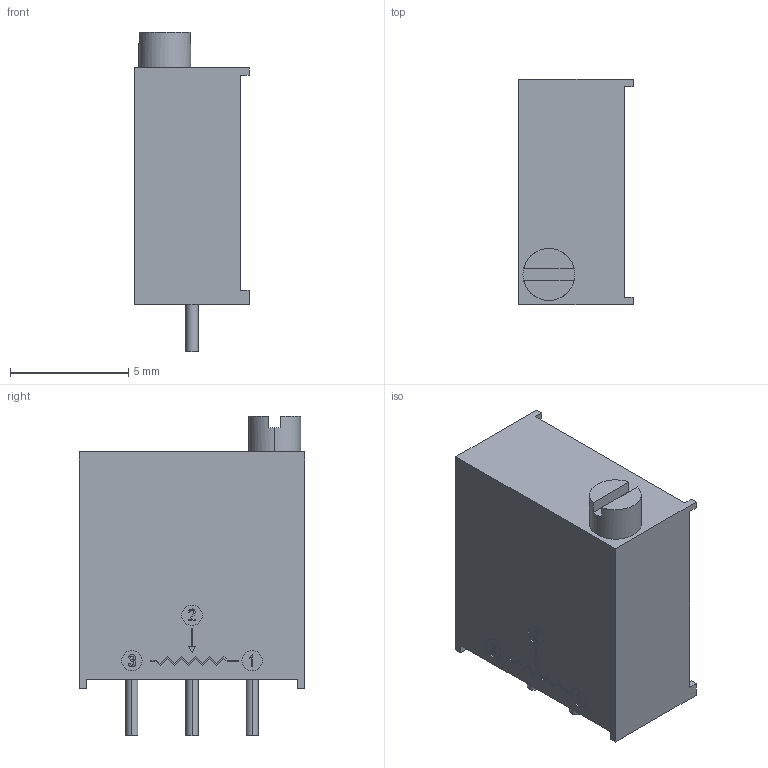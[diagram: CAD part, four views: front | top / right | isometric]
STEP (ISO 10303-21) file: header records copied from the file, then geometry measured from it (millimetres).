
FILE_DESCRIPTION (( 'STEP AP214' ), '1' );
FILE_NAME ('3C95D02B-794A-4DFA-B0E7-891BD973D61B.STEP', '2023-12-18T08:14:15', ( '' ), ( '' ), 'SwSTEP 2.0', 'SolidWorks 2022', '' );
FILE_SCHEMA (( 'AUTOMOTIVE_DESIGN' ));
Length unit declared in the file: millimetre
Products named in the file (1): 3C95D02B-794A-4DFA-B0E7-891BD973D61B
Bounding box: 4.83 x 9.53 x 13.52 mm (x, y, z)
Volume: 415.8 mm3; surface area: 387.3 mm2
Topology: 1 solids, 1 shells, 107 faces, 279 edges, 186 vertices
Faces by surface type: plane 84, cylinder 14, bspline 9
Entity records: 4894 total; most frequent: CARTESIAN_POINT 1822, ORIENTED_EDGE 558, DIRECTION 491, EDGE_CURVE 279, LINE 229, VECTOR 229, VERTEX_POINT 186, AXIS2_PLACEMENT_3D 131
